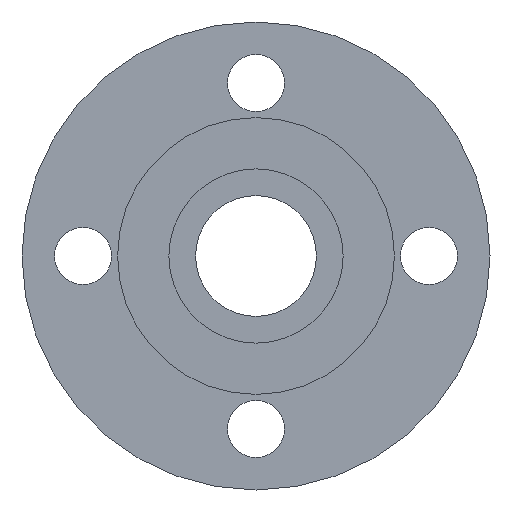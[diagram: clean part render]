
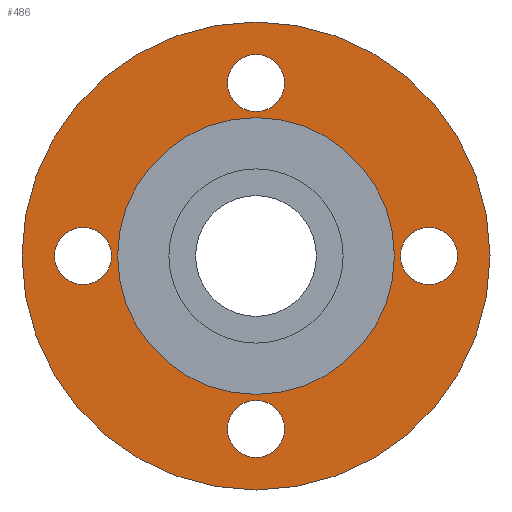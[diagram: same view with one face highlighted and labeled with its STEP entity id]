
A CAD part, front view. The second image highlights one B-rep face of the part: STEP entity #486.
In plain terms, the highlighted planar face has unit normal (0, -1, 0).
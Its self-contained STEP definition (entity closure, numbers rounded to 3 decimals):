
#11 = ORIENTED_EDGE ( 'NONE', *, *, #329, .T. ) ;
#16 = CARTESIAN_POINT ( 'NONE',  ( 0., 5., -57.5 ) ) ;
#25 = FACE_BOUND ( 'NONE', #313, .T. ) ;
#26 = VERTEX_POINT ( 'NONE', #701 ) ;
#30 = CARTESIAN_POINT ( 'NONE',  ( 0., 5., 0. ) ) ;
#32 = CARTESIAN_POINT ( 'NONE',  ( 0., 5., 35.5 ) ) ;
#39 = CARTESIAN_POINT ( 'NONE',  ( 0., 5., 34. ) ) ;
#45 = VERTEX_POINT ( 'NONE', #32 ) ;
#47 = DIRECTION ( 'NONE',  ( 0., -1., 0. ) ) ;
#61 = DIRECTION ( 'NONE',  ( 0., -1., 0. ) ) ;
#67 = CIRCLE ( 'NONE', #527, 7. ) ;
#85 = DIRECTION ( 'NONE',  ( 0., 1., 0. ) ) ;
#88 = EDGE_LOOP ( 'NONE', ( #704, #672 ) ) ;
#93 = VERTEX_POINT ( 'NONE', #164 ) ;
#96 = FACE_BOUND ( 'NONE', #526, .T. ) ;
#102 = EDGE_LOOP ( 'NONE', ( #11, #493 ) ) ;
#114 = VERTEX_POINT ( 'NONE', #649 ) ;
#126 = ORIENTED_EDGE ( 'NONE', *, *, #417, .F. ) ;
#127 = ORIENTED_EDGE ( 'NONE', *, *, #266, .F. ) ;
#137 = DIRECTION ( 'NONE',  ( 0., 0., 1. ) ) ;
#146 = EDGE_CURVE ( 'NONE', #595, #645, #589, .T. ) ;
#164 = CARTESIAN_POINT ( 'NONE',  ( -42.5, 5., 7. ) ) ;
#166 = PLANE ( 'NONE',  #684 ) ;
#173 = ORIENTED_EDGE ( 'NONE', *, *, #244, .F. ) ;
#195 = ORIENTED_EDGE ( 'NONE', *, *, #508, .F. ) ;
#196 = ORIENTED_EDGE ( 'NONE', *, *, #674, .F. ) ;
#222 = DIRECTION ( 'NONE',  ( 0., 0., -1. ) ) ;
#223 = ORIENTED_EDGE ( 'NONE', *, *, #523, .F. ) ;
#244 = EDGE_CURVE ( 'NONE', #404, #26, #67, .T. ) ;
#250 = CARTESIAN_POINT ( 'NONE',  ( 0., 5., 42.5 ) ) ;
#252 = AXIS2_PLACEMENT_3D ( 'NONE', #602, #525, #458 ) ;
#256 = VERTEX_POINT ( 'NONE', #540 ) ;
#266 = EDGE_CURVE ( 'NONE', #725, #114, #428, .T. ) ;
#270 = DIRECTION ( 'NONE',  ( 0., 0., -1. ) ) ;
#277 = DIRECTION ( 'NONE',  ( 0., -1., 0. ) ) ;
#279 = CARTESIAN_POINT ( 'NONE',  ( 0., 5., -42.5 ) ) ;
#299 = CIRCLE ( 'NONE', #444, 57.5 ) ;
#304 = CARTESIAN_POINT ( 'NONE',  ( 0., 5., 34. ) ) ;
#312 = CARTESIAN_POINT ( 'NONE',  ( 0., 5., -34. ) ) ;
#313 = EDGE_LOOP ( 'NONE', ( #173, #196 ) ) ;
#317 = DIRECTION ( 'NONE',  ( 0., 0., -1. ) ) ;
#326 = CIRCLE ( 'NONE', #484, 34. ) ;
#329 = EDGE_CURVE ( 'NONE', #645, #595, #326, .T. ) ;
#330 = DIRECTION ( 'NONE',  ( 0., 0., -1. ) ) ;
#339 = AXIS2_PLACEMENT_3D ( 'NONE', #279, #61, #619 ) ;
#343 = CARTESIAN_POINT ( 'NONE',  ( 42.5, 5., 0. ) ) ;
#346 = DIRECTION ( 'NONE',  ( 0., 1., 0. ) ) ;
#347 = DIRECTION ( 'NONE',  ( 0., 0., 1. ) ) ;
#352 = FACE_BOUND ( 'NONE', #441, .T. ) ;
#360 = AXIS2_PLACEMENT_3D ( 'NONE', #250, #789, #793 ) ;
#363 = DIRECTION ( 'NONE',  ( 0., 0., 1. ) ) ;
#364 = VERTEX_POINT ( 'NONE', #16 ) ;
#370 = EDGE_CURVE ( 'NONE', #364, #588, #299, .T. ) ;
#373 = DIRECTION ( 'NONE',  ( 0., 1., 0. ) ) ;
#379 = CARTESIAN_POINT ( 'NONE',  ( 0., 5., 0. ) ) ;
#404 = VERTEX_POINT ( 'NONE', #434 ) ;
#417 = EDGE_CURVE ( 'NONE', #45, #666, #800, .T. ) ;
#428 = CIRCLE ( 'NONE', #609, 7. ) ;
#434 = CARTESIAN_POINT ( 'NONE',  ( 0., 5., -49.5 ) ) ;
#441 = EDGE_LOOP ( 'NONE', ( #126, #195 ) ) ;
#444 = AXIS2_PLACEMENT_3D ( 'NONE', #30, #373, #363 ) ;
#458 = DIRECTION ( 'NONE',  ( 0., 0., -1. ) ) ;
#462 = CARTESIAN_POINT ( 'NONE',  ( 0., 5., 57.5 ) ) ;
#471 = ORIENTED_EDGE ( 'NONE', *, *, #686, .F. ) ;
#472 = DIRECTION ( 'NONE',  ( 0., 1., 0. ) ) ;
#481 = CARTESIAN_POINT ( 'NONE',  ( 0., 5., 49.5 ) ) ;
#482 = CARTESIAN_POINT ( 'NONE',  ( 0., 5., 0. ) ) ;
#484 = AXIS2_PLACEMENT_3D ( 'NONE', #482, #472, #347 ) ;
#486 = ADVANCED_FACE ( 'NONE', ( #96, #352, #644, #25, #504, #779 ), #166, .T. ) ;
#493 = ORIENTED_EDGE ( 'NONE', *, *, #146, .T. ) ;
#504 = FACE_BOUND ( 'NONE', #102, .T. ) ;
#508 = EDGE_CURVE ( 'NONE', #666, #45, #520, .T. ) ;
#512 = DIRECTION ( 'NONE',  ( 0., 0., 1. ) ) ;
#520 = CIRCLE ( 'NONE', #360, 7. ) ;
#523 = EDGE_CURVE ( 'NONE', #114, #725, #792, .T. ) ;
#525 = DIRECTION ( 'NONE',  ( 0., -1., 0. ) ) ;
#526 = EDGE_LOOP ( 'NONE', ( #127, #223 ) ) ;
#527 = AXIS2_PLACEMENT_3D ( 'NONE', #555, #762, #270 ) ;
#536 = ORIENTED_EDGE ( 'NONE', *, *, #559, .F. ) ;
#537 = CIRCLE ( 'NONE', #339, 7. ) ;
#540 = CARTESIAN_POINT ( 'NONE',  ( -42.5, 5., -7. ) ) ;
#541 = CARTESIAN_POINT ( 'NONE',  ( 42.5, 5., -7. ) ) ;
#554 = AXIS2_PLACEMENT_3D ( 'NONE', #884, #346, #137 ) ;
#555 = CARTESIAN_POINT ( 'NONE',  ( 0., 5., -42.5 ) ) ;
#559 = EDGE_CURVE ( 'NONE', #256, #93, #564, .T. ) ;
#564 = CIRCLE ( 'NONE', #252, 7. ) ;
#582 = CARTESIAN_POINT ( 'NONE',  ( 0., 5., 42.5 ) ) ;
#588 = VERTEX_POINT ( 'NONE', #462 ) ;
#589 = CIRCLE ( 'NONE', #799, 34. ) ;
#595 = VERTEX_POINT ( 'NONE', #312 ) ;
#602 = CARTESIAN_POINT ( 'NONE',  ( -42.5, 5., 0. ) ) ;
#606 = CIRCLE ( 'NONE', #554, 57.5 ) ;
#609 = AXIS2_PLACEMENT_3D ( 'NONE', #343, #277, #885 ) ;
#619 = DIRECTION ( 'NONE',  ( 0., 0., -1. ) ) ;
#632 = DIRECTION ( 'NONE',  ( 0., -1., 0. ) ) ;
#636 = DIRECTION ( 'NONE',  ( 0., -1., 0. ) ) ;
#644 = FACE_BOUND ( 'NONE', #874, .T. ) ;
#645 = VERTEX_POINT ( 'NONE', #39 ) ;
#649 = CARTESIAN_POINT ( 'NONE',  ( 42.5, 5., 7. ) ) ;
#666 = VERTEX_POINT ( 'NONE', #481 ) ;
#672 = ORIENTED_EDGE ( 'NONE', *, *, #370, .F. ) ;
#674 = EDGE_CURVE ( 'NONE', #26, #404, #537, .T. ) ;
#684 = AXIS2_PLACEMENT_3D ( 'NONE', #304, #632, #222 ) ;
#686 = EDGE_CURVE ( 'NONE', #93, #256, #881, .T. ) ;
#701 = CARTESIAN_POINT ( 'NONE',  ( 0., 5., -35.5 ) ) ;
#704 = ORIENTED_EDGE ( 'NONE', *, *, #714, .F. ) ;
#714 = EDGE_CURVE ( 'NONE', #588, #364, #606, .T. ) ;
#725 = VERTEX_POINT ( 'NONE', #541 ) ;
#733 = CARTESIAN_POINT ( 'NONE',  ( 42.5, 5., 0. ) ) ;
#756 = DIRECTION ( 'NONE',  ( 0., -1., 0. ) ) ;
#757 = AXIS2_PLACEMENT_3D ( 'NONE', #582, #636, #849 ) ;
#762 = DIRECTION ( 'NONE',  ( 0., -1., 0. ) ) ;
#779 = FACE_OUTER_BOUND ( 'NONE', #88, .T. ) ;
#789 = DIRECTION ( 'NONE',  ( 0., -1., 0. ) ) ;
#792 = CIRCLE ( 'NONE', #861, 7. ) ;
#793 = DIRECTION ( 'NONE',  ( 0., 0., -1. ) ) ;
#799 = AXIS2_PLACEMENT_3D ( 'NONE', #379, #85, #512 ) ;
#800 = CIRCLE ( 'NONE', #757, 7. ) ;
#817 = CARTESIAN_POINT ( 'NONE',  ( -42.5, 5., 0. ) ) ;
#835 = AXIS2_PLACEMENT_3D ( 'NONE', #817, #756, #330 ) ;
#849 = DIRECTION ( 'NONE',  ( 0., 0., -1. ) ) ;
#861 = AXIS2_PLACEMENT_3D ( 'NONE', #733, #47, #317 ) ;
#874 = EDGE_LOOP ( 'NONE', ( #536, #471 ) ) ;
#881 = CIRCLE ( 'NONE', #835, 7. ) ;
#884 = CARTESIAN_POINT ( 'NONE',  ( 0., 5., 0. ) ) ;
#885 = DIRECTION ( 'NONE',  ( 0., 0., -1. ) ) ;
